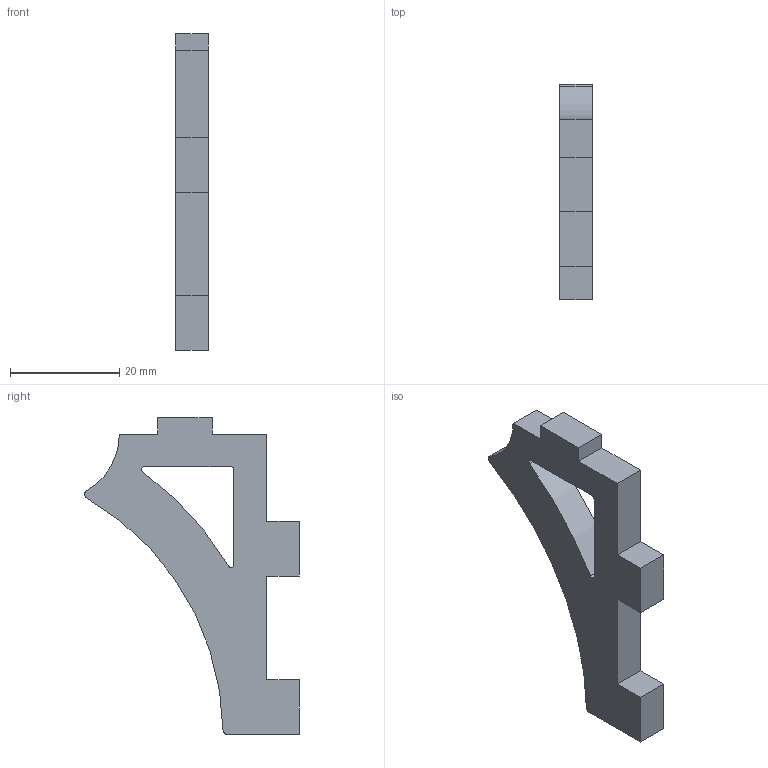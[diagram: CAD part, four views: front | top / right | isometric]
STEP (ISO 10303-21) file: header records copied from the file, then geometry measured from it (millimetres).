
FILE_DESCRIPTION(/* description */ (''),/* implementation_level */ '2;1');
FILE_NAME(/* name */ 'Harness Pusher Final.stp',/* time_stamp */ '2015-09-22T16:04:32-07:00',/* author */ ('Evil Brian'),/* organization */ (''),/* preprocessor_version */ 'ST-DEVELOPER v16.1',/* originating_system */ 'Autodesk Inventor 2016',/* authorisation */ '');
FILE_SCHEMA (('CONFIG_CONTROL_DESIGN','AUTOMOTIVE_DESIGN { 1 0 10303 214 3 1 1 }'));
Length unit declared in the file: millimetre
Products named in the file (1): Harness Pusher Final
Bounding box: 6 x 39.38 x 58 mm (x, y, z)
Volume: 6020.5 mm3; surface area: 3485.8 mm2
Topology: 1 solids, 1 shells, 25 faces, 69 edges, 46 vertices
Faces by surface type: plane 17, cylinder 8
Entity records: 827 total; most frequent: CARTESIAN_POINT 141, ORIENTED_EDGE 138, DIRECTION 137, EDGE_CURVE 69, LINE 53, VECTOR 53, VERTEX_POINT 46, AXIS2_PLACEMENT_3D 42
